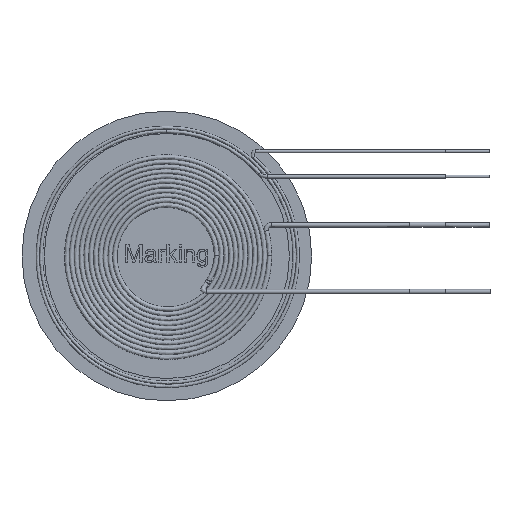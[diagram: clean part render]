
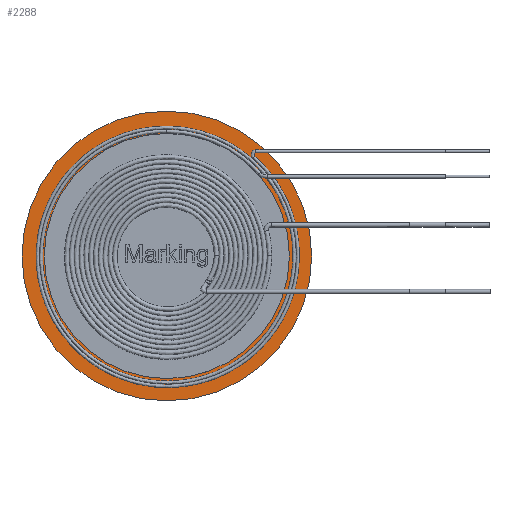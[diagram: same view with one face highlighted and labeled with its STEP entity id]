
A CAD part, top view. The second image highlights one B-rep face of the part: STEP entity #2288.
In plain terms, the highlighted planar face has unit normal (0, 0, 1).
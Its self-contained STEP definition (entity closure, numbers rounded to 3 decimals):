
#699=ORIENTED_EDGE('',*,*,#948,.T.);
#700=ORIENTED_EDGE('',*,*,#949,.F.);
#948=EDGE_CURVE('',#1105,#1105,#1138,.T.);
#949=EDGE_CURVE('',#1106,#1106,#1139,.T.);
#1105=VERTEX_POINT('',#4204);
#1106=VERTEX_POINT('',#4207);
#1138=CIRCLE('',#2396,27.5);
#1139=CIRCLE('',#2398,32.5);
#1251=EDGE_LOOP('',(#699));
#1252=EDGE_LOOP('',(#700));
#1400=FACE_BOUND('',#1251,.T.);
#1401=FACE_BOUND('',#1252,.T.);
#1520=PLANE('',#2397);
#2288=ADVANCED_FACE('',(#1400,#1401),#1520,.F.);
#2396=AXIS2_PLACEMENT_3D('',#4203,#2629,#2630);
#2397=AXIS2_PLACEMENT_3D('',#4205,#2631,#2632);
#2398=AXIS2_PLACEMENT_3D('',#4206,#2633,#2634);
#2629=DIRECTION('',(0.,0.,-1.));
#2630=DIRECTION('',(0.,1.,0.));
#2631=DIRECTION('',(0.,0.,-1.));
#2632=DIRECTION('',(-1.,0.,0.));
#2633=DIRECTION('',(0.,0.,-1.));
#2634=DIRECTION('',(0.,1.,0.));
#4203=CARTESIAN_POINT('',(0.,0.,0.7));
#4204=CARTESIAN_POINT('',(0.,27.5,0.7));
#4205=CARTESIAN_POINT('',(0.,0.,0.7));
#4206=CARTESIAN_POINT('',(0.,0.,0.7));
#4207=CARTESIAN_POINT('',(0.,32.5,0.7));
